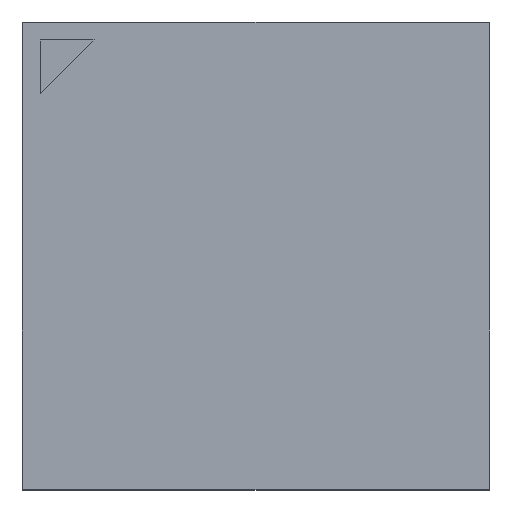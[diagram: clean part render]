
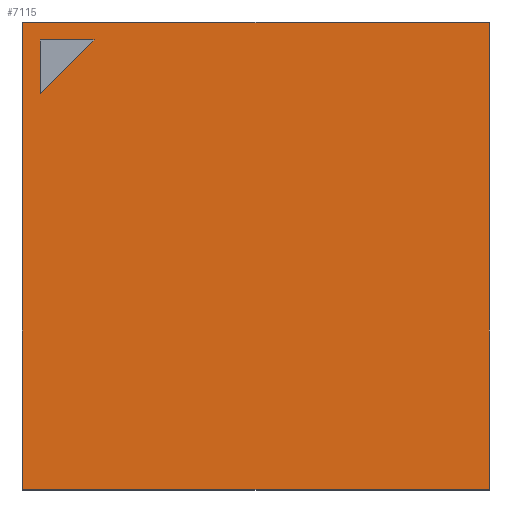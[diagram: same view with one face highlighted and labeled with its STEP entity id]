
A CAD part, top view. The second image highlights one B-rep face of the part: STEP entity #7115.
In plain terms, the highlighted planar face has unit normal (0, 0, 1).
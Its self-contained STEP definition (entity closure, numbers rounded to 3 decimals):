
#230=FACE_BOUND('',#2268,.T.);
#1593=FACE_OUTER_BOUND('',#2267,.T.);
#2267=EDGE_LOOP('',(#5098,#5099,#5100,#5101));
#2268=EDGE_LOOP('',(#5102,#5103,#5104));
#2938=LINE('',#12318,#3192);
#2944=LINE('',#12347,#3198);
#2946=LINE('',#12350,#3200);
#2948=LINE('',#12353,#3202);
#2952=LINE('',#12362,#3206);
#2953=LINE('',#12364,#3207);
#2954=LINE('',#12365,#3208);
#3192=VECTOR('',#9388,10.);
#3198=VECTOR('',#9420,10.);
#3200=VECTOR('',#9424,10.);
#3202=VECTOR('',#9428,10.);
#3206=VECTOR('',#9438,10.);
#3207=VECTOR('',#9439,10.);
#3208=VECTOR('',#9440,10.);
#3440=VERTEX_POINT('',#12293);
#3445=VERTEX_POINT('',#12306);
#3450=VERTEX_POINT('',#12322);
#3455=VERTEX_POINT('',#12335);
#3459=VERTEX_POINT('',#12360);
#3460=VERTEX_POINT('',#12361);
#3461=VERTEX_POINT('',#12363);
#4134=EDGE_CURVE('',#3440,#3445,#2938,.T.);
#4148=EDGE_CURVE('',#3445,#3455,#2944,.T.);
#4150=EDGE_CURVE('',#3455,#3450,#2946,.T.);
#4152=EDGE_CURVE('',#3450,#3440,#2948,.T.);
#4156=EDGE_CURVE('',#3459,#3460,#2952,.T.);
#4157=EDGE_CURVE('',#3460,#3461,#2953,.T.);
#4158=EDGE_CURVE('',#3461,#3459,#2954,.T.);
#5098=ORIENTED_EDGE('',*,*,#4134,.F.);
#5099=ORIENTED_EDGE('',*,*,#4152,.F.);
#5100=ORIENTED_EDGE('',*,*,#4150,.F.);
#5101=ORIENTED_EDGE('',*,*,#4148,.F.);
#5102=ORIENTED_EDGE('',*,*,#4156,.T.);
#5103=ORIENTED_EDGE('',*,*,#4157,.T.);
#5104=ORIENTED_EDGE('',*,*,#4158,.T.);
#6873=PLANE('',#8035);
#7115=ADVANCED_FACE('',(#1593,#230),#6873,.T.);
#8035=AXIS2_PLACEMENT_3D('',#12359,#9436,#9437);
#9388=DIRECTION('',(1.,0.,0.));
#9420=DIRECTION('',(0.,-1.,0.));
#9424=DIRECTION('',(-1.,0.,0.));
#9428=DIRECTION('',(0.,1.,0.));
#9436=DIRECTION('center_axis',(0.,0.,1.));
#9437=DIRECTION('ref_axis',(1.,0.,0.));
#9438=DIRECTION('',(1.,0.,0.));
#9439=DIRECTION('',(-0.707,-0.707,0.));
#9440=DIRECTION('',(0.,1.,0.));
#12293=CARTESIAN_POINT('',(-6.475,6.475,1.1));
#12306=CARTESIAN_POINT('',(6.475,6.475,1.1));
#12318=CARTESIAN_POINT('',(3.25,6.475,1.1));
#12322=CARTESIAN_POINT('',(-6.475,-6.475,1.1));
#12335=CARTESIAN_POINT('',(6.475,-6.475,1.1));
#12347=CARTESIAN_POINT('',(6.475,-3.25,1.1));
#12350=CARTESIAN_POINT('',(-3.25,-6.475,1.1));
#12353=CARTESIAN_POINT('',(-6.475,3.25,1.1));
#12359=CARTESIAN_POINT('Origin',(0.,0.,1.1));
#12360=CARTESIAN_POINT('',(-6.,6.,1.1));
#12361=CARTESIAN_POINT('',(-4.5,6.,1.1));
#12362=CARTESIAN_POINT('',(-3.,6.,1.1));
#12363=CARTESIAN_POINT('',(-6.,4.5,1.1));
#12364=CARTESIAN_POINT('',(-4.875,5.625,1.1));
#12365=CARTESIAN_POINT('',(-6.,2.25,1.1));
